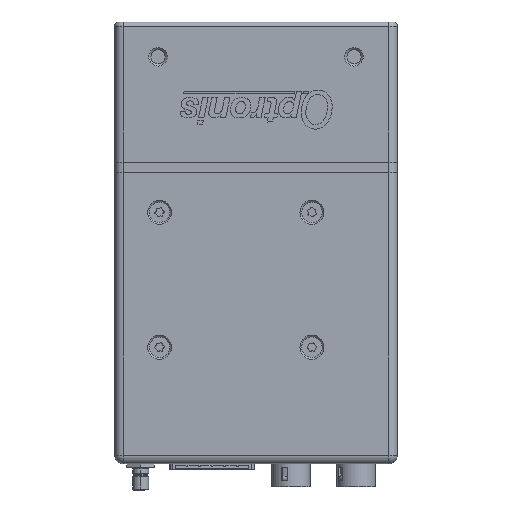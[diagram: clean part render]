
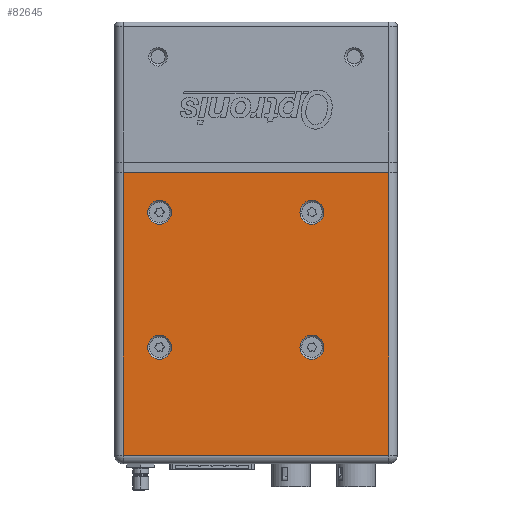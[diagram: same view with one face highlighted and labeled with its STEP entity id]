
A CAD part, left-side view. The second image highlights one B-rep face of the part: STEP entity #82645.
In plain terms, the highlighted planar face has unit normal (-1, 0, 0).
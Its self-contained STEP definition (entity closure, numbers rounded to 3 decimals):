
#2088=FACE_BOUND('',#13654,.T.);
#2089=FACE_BOUND('',#13655,.T.);
#2090=FACE_BOUND('',#13656,.T.);
#2091=FACE_BOUND('',#13657,.T.);
#5255=CIRCLE('',#87867,2.75);
#5258=CIRCLE('',#87872,2.75);
#5261=CIRCLE('',#87877,2.75);
#5264=CIRCLE('',#87882,2.75);
#9138=FACE_OUTER_BOUND('',#13653,.T.);
#13653=EDGE_LOOP('',(#61012,#61013,#61014,#61015));
#13654=EDGE_LOOP('',(#61016));
#13655=EDGE_LOOP('',(#61017));
#13656=EDGE_LOOP('',(#61018));
#13657=EDGE_LOOP('',(#61019));
#19138=LINE('',#127493,#26716);
#19139=LINE('',#127502,#26717);
#19140=LINE('',#127506,#26718);
#19424=LINE('',#128222,#27002);
#26716=VECTOR('',#101133,10.);
#26717=VECTOR('',#101146,10.);
#26718=VECTOR('',#101153,10.);
#27002=VECTOR('',#101889,10.);
#34463=VERTEX_POINT('',#127080);
#34466=VERTEX_POINT('',#127090);
#34469=VERTEX_POINT('',#127100);
#34472=VERTEX_POINT('',#127110);
#34609=VERTEX_POINT('',#127487);
#34610=VERTEX_POINT('',#127491);
#34611=VERTEX_POINT('',#127495);
#34612=VERTEX_POINT('',#127500);
#43914=EDGE_CURVE('',#34463,#34463,#5255,.T.);
#43919=EDGE_CURVE('',#34466,#34466,#5258,.T.);
#43924=EDGE_CURVE('',#34469,#34469,#5261,.T.);
#43929=EDGE_CURVE('',#34472,#34472,#5264,.T.);
#44125=EDGE_CURVE('',#34610,#34609,#19138,.T.);
#44130=EDGE_CURVE('',#34611,#34612,#19139,.T.);
#44132=EDGE_CURVE('',#34609,#34611,#19140,.T.);
#44477=EDGE_CURVE('',#34612,#34610,#19424,.T.);
#61012=ORIENTED_EDGE('',*,*,#44125,.F.);
#61013=ORIENTED_EDGE('',*,*,#44477,.F.);
#61014=ORIENTED_EDGE('',*,*,#44130,.F.);
#61015=ORIENTED_EDGE('',*,*,#44132,.F.);
#61016=ORIENTED_EDGE('',*,*,#43914,.T.);
#61017=ORIENTED_EDGE('',*,*,#43919,.T.);
#61018=ORIENTED_EDGE('',*,*,#43924,.T.);
#61019=ORIENTED_EDGE('',*,*,#43929,.T.);
#76796=PLANE('',#88217);
#82645=ADVANCED_FACE('',(#9138,#2088,#2089,#2090,#2091),#76796,.T.);
#87867=AXIS2_PLACEMENT_3D('',#127081,#100752,#100753);
#87872=AXIS2_PLACEMENT_3D('',#127091,#100764,#100765);
#87877=AXIS2_PLACEMENT_3D('',#127101,#100776,#100777);
#87882=AXIS2_PLACEMENT_3D('',#127111,#100788,#100789);
#88217=AXIS2_PLACEMENT_3D('',#128221,#101887,#101888);
#100752=DIRECTION('center_axis',(1.,0.,
0.));
#100753=DIRECTION('ref_axis',(0.,1.,0.));
#100764=DIRECTION('center_axis',(1.,0.,
0.));
#100765=DIRECTION('ref_axis',(0.,1.,0.));
#100776=DIRECTION('center_axis',(1.,0.,
0.));
#100777=DIRECTION('ref_axis',(0.,1.,0.));
#100788=DIRECTION('center_axis',(1.,0.,
0.));
#100789=DIRECTION('ref_axis',(0.,1.,0.));
#101133=DIRECTION('',(0.,0.,-1.));
#101146=DIRECTION('',(0.,0.,1.));
#101153=DIRECTION('',(0.,1.,0.));
#101887=DIRECTION('center_axis',(-1.,0.,
0.));
#101888=DIRECTION('ref_axis',(0.,0.,
1.));
#101889=DIRECTION('',(0.,-1.,0.));
#127080=CARTESIAN_POINT('',(-32.5,-15.6,-11.5));
#127081=CARTESIAN_POINT('Origin',(-32.5,-12.85,-11.5));
#127090=CARTESIAN_POINT('',(-32.5,19.4,-42.5));
#127091=CARTESIAN_POINT('Origin',(-32.5,22.15,-42.5));
#127100=CARTESIAN_POINT('',(-32.5,19.4,-11.5));
#127101=CARTESIAN_POINT('Origin',(-32.5,22.15,-11.5));
#127110=CARTESIAN_POINT('',(-32.5,-15.6,-42.5));
#127111=CARTESIAN_POINT('Origin',(-32.5,-12.85,-42.5));
#127487=CARTESIAN_POINT('',(-32.5,-30.5,-67.3));
#127491=CARTESIAN_POINT('',(-32.5,-30.5,-2.4));
#127493=CARTESIAN_POINT('',(-32.5,-30.5,-5.1));
#127495=CARTESIAN_POINT('',(-32.5,30.5,-67.3));
#127500=CARTESIAN_POINT('',(-32.5,30.5,-2.4));
#127502=CARTESIAN_POINT('',(-32.5,30.5,-5.1));
#127506=CARTESIAN_POINT('',(-32.5,16.25,-67.3));
#128221=CARTESIAN_POINT('Origin',(-32.5,32.5,-5.1));
#128222=CARTESIAN_POINT('',(-32.5,-15.25,-2.4));
